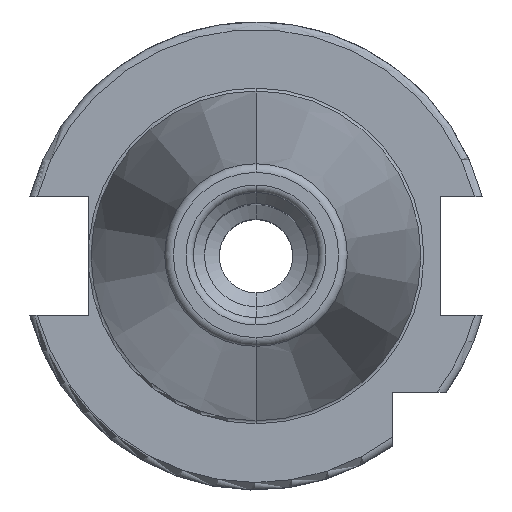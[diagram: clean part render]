
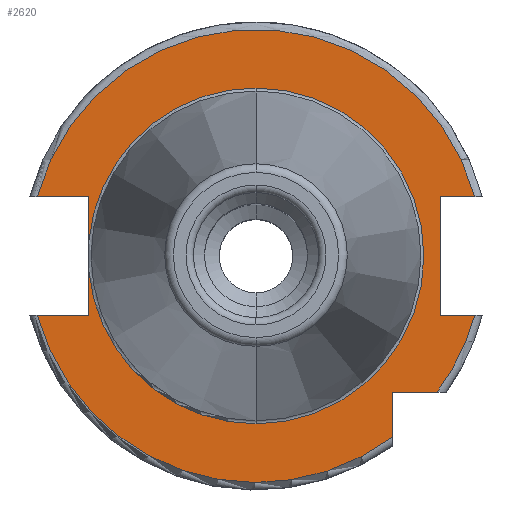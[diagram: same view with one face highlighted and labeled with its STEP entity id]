
A CAD part, top view. The second image highlights one B-rep face of the part: STEP entity #2620.
In plain terms, the highlighted planar face has unit normal (0, 0, 1).
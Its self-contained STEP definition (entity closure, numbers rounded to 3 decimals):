
#635=CARTESIAN_POINT('',(0,0,15.9));
#636=DIRECTION('',(0,0,1));
#637=DIRECTION('',(0.965,0.262,0));
#638=AXIS2_PLACEMENT_3D('',#635,#636,#637);
#686=CARTESIAN_POINT('',(0,0,15.9));
#687=DIRECTION('',(0,0,1));
#688=DIRECTION('',(-0.965,-0.262,0));
#689=AXIS2_PLACEMENT_3D('',#686,#687,#688);
#702=DIRECTION('',(1,0,0));
#703=VECTOR('',#702,7.004);
#704=CARTESIAN_POINT('',(-29.704,-8.05,15.9));
#705=LINE('',#704,#703);
#706=DIRECTION('',(0,1,0));
#707=VECTOR('',#706,5.917);
#708=CARTESIAN_POINT('',(-22.7,-8.05,15.9));
#709=LINE('',#708,#707);
#710=DIRECTION('',(0,1,0));
#711=VECTOR('',#710,5.917);
#712=CARTESIAN_POINT('',(-22.7,2.133,15.9));
#713=LINE('',#712,#711);
#714=DIRECTION('',(1,0,0));
#715=VECTOR('',#714,7.004);
#716=CARTESIAN_POINT('',(-29.704,8.05,15.9));
#717=LINE('',#716,#715);
#718=DIRECTION('',(-1,0,0));
#719=VECTOR('',#718,4.704);
#720=CARTESIAN_POINT('',(29.704,8.05,15.9));
#721=LINE('',#720,#719);
#722=DIRECTION('',(0,-1,0));
#723=VECTOR('',#722,16.1);
#724=CARTESIAN_POINT('',(25,8.05,15.9));
#725=LINE('',#724,#723);
#726=DIRECTION('',(-1,0,0));
#727=VECTOR('',#726,4.704);
#728=CARTESIAN_POINT('',(29.704,-8.05,15.9));
#729=LINE('',#728,#727);
#730=CARTESIAN_POINT('',(0,0,15.9));
#731=DIRECTION('',(0,0,1));
#732=DIRECTION('',(0.799,-0.601,0));
#733=AXIS2_PLACEMENT_3D('',#730,#731,#732);
#735=DIRECTION('',(-1,0,0));
#736=VECTOR('',#735,6.094);
#737=CARTESIAN_POINT('',(24.594,-18.5,15.9));
#738=LINE('',#737,#736);
#739=DIRECTION('',(0,1,0));
#740=VECTOR('',#739,6.094);
#741=CARTESIAN_POINT('',(18.5,-24.594,15.9));
#742=LINE('',#741,#740);
#753=CARTESIAN_POINT('',(0,0,15.9));
#754=DIRECTION('',(0,0,1));
#755=DIRECTION('',(0,1,0));
#756=AXIS2_PLACEMENT_3D('',#753,#754,#755);
#768=CARTESIAN_POINT('',(0,0,15.9));
#769=DIRECTION('',(0,0,1));
#770=DIRECTION('',(-0.996,-0.094,0));
#771=AXIS2_PLACEMENT_3D('',#768,#769,#770);
#773=CARTESIAN_POINT('',(0,0,15.9));
#774=DIRECTION('',(0,0,-1));
#775=DIRECTION('',(0,1,0));
#776=AXIS2_PLACEMENT_3D('',#773,#774,#775);
#1598=CARTESIAN_POINT('',(0,22.8,15.9));
#1600=VERTEX_POINT('',#1598);
#1620=CARTESIAN_POINT('',(0,-22.8,15.9));
#1622=VERTEX_POINT('',#1620);
#1768=CARTESIAN_POINT('',(-29.704,-8.05,15.9));
#1769=CARTESIAN_POINT('',(-22.7,-8.05,15.9));
#1770=VERTEX_POINT('',#1768);
#1771=VERTEX_POINT('',#1769);
#1772=CARTESIAN_POINT('',(-22.7,-2.133,15.9));
#1773=VERTEX_POINT('',#1772);
#1774=CARTESIAN_POINT('',(-22.7,2.133,15.9));
#1775=CARTESIAN_POINT('',(-22.7,8.05,15.9));
#1776=VERTEX_POINT('',#1774);
#1777=VERTEX_POINT('',#1775);
#1778=CARTESIAN_POINT('',(-29.704,8.05,15.9));
#1779=VERTEX_POINT('',#1778);
#1780=CARTESIAN_POINT('',(25,8.05,15.9));
#1781=CARTESIAN_POINT('',(25,-8.05,15.9));
#1782=VERTEX_POINT('',#1780);
#1783=VERTEX_POINT('',#1781);
#1784=CARTESIAN_POINT('',(29.704,-8.05,15.9));
#1785=VERTEX_POINT('',#1784);
#1786=CARTESIAN_POINT('',(29.704,8.05,15.9));
#1787=VERTEX_POINT('',#1786);
#1788=CARTESIAN_POINT('',(18.5,-24.594,15.9));
#1789=CARTESIAN_POINT('',(18.5,-18.5,15.9));
#1790=VERTEX_POINT('',#1788);
#1791=VERTEX_POINT('',#1789);
#1792=CARTESIAN_POINT('',(24.594,-18.5,15.9));
#1793=VERTEX_POINT('',#1792);
#2593=CARTESIAN_POINT('',(0,0,15.9));
#2594=DIRECTION('',(0,0,-1));
#2595=DIRECTION('',(0,-1,0));
#2596=AXIS2_PLACEMENT_3D('',#2593,#2594,#2595);
#2597=PLANE('',#2596);
#2598=ORIENTED_EDGE('',*,*,#2052,.T.);
#2599=ORIENTED_EDGE('',*,*,#2090,.T.);
#2601=ORIENTED_EDGE('',*,*,#2600,.T.);
#2603=ORIENTED_EDGE('',*,*,#2602,.F.);
#2605=ORIENTED_EDGE('',*,*,#2604,.T.);
#2606=ORIENTED_EDGE('',*,*,#2086,.T.);
#2607=ORIENTED_EDGE('',*,*,#2123,.F.);
#2608=ORIENTED_EDGE('',*,*,#2571,.F.);
#2610=ORIENTED_EDGE('',*,*,#2609,.T.);
#2612=ORIENTED_EDGE('',*,*,#2611,.T.);
#2613=ORIENTED_EDGE('',*,*,#2002,.F.);
#2614=ORIENTED_EDGE('',*,*,#2561,.F.);
#2615=ORIENTED_EDGE('',*,*,#2176,.T.);
#2616=ORIENTED_EDGE('',*,*,#2227,.F.);
#2617=ORIENTED_EDGE('',*,*,#2587,.F.);
#2618=EDGE_LOOP('',(#2598,#2599,#2601,#2603,#2605,#2606,#2607,#2608,#2610,#2612,
#2613,#2614,#2615,#2616,#2617));
#2619=FACE_OUTER_BOUND('',#2618,.F.);
#2620=ADVANCED_FACE('',(#2619),#2597,.F.);
#639=CIRCLE('',#638,30.775);
#690=CIRCLE('',#689,30.775);
#734=CIRCLE('',#733,30.775);
#757=CIRCLE('',#756,22.8);
#772=CIRCLE('',#771,22.8);
#777=CIRCLE('',#776,22.8);
#2002=EDGE_CURVE('',#1785,#1783,#729,.T.);
#2052=EDGE_CURVE('',#1770,#1771,#705,.T.);
#2086=EDGE_CURVE('',#1776,#1777,#713,.T.);
#2090=EDGE_CURVE('',#1771,#1773,#709,.T.);
#2123=EDGE_CURVE('',#1779,#1777,#717,.T.);
#2176=EDGE_CURVE('',#1793,#1791,#738,.T.);
#2227=EDGE_CURVE('',#1790,#1791,#742,.T.);
#2561=EDGE_CURVE('',#1793,#1785,#734,.T.);
#2571=EDGE_CURVE('',#1787,#1779,#639,.T.);
#2587=EDGE_CURVE('',#1770,#1790,#690,.T.);
#2600=EDGE_CURVE('',#1773,#1622,#772,.T.);
#2602=EDGE_CURVE('',#1600,#1622,#777,.T.);
#2604=EDGE_CURVE('',#1600,#1776,#757,.T.);
#2609=EDGE_CURVE('',#1787,#1782,#721,.T.);
#2611=EDGE_CURVE('',#1782,#1783,#725,.T.);
